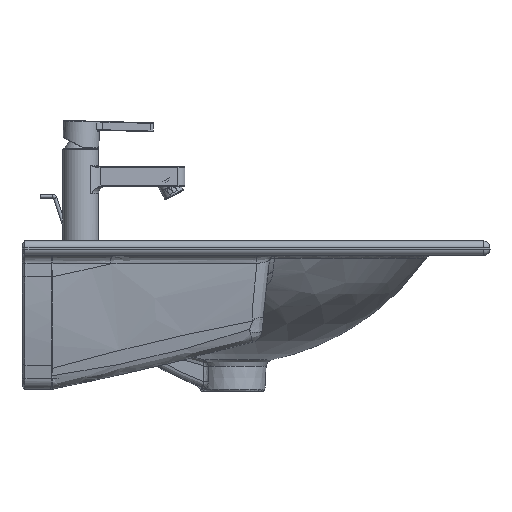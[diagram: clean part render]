
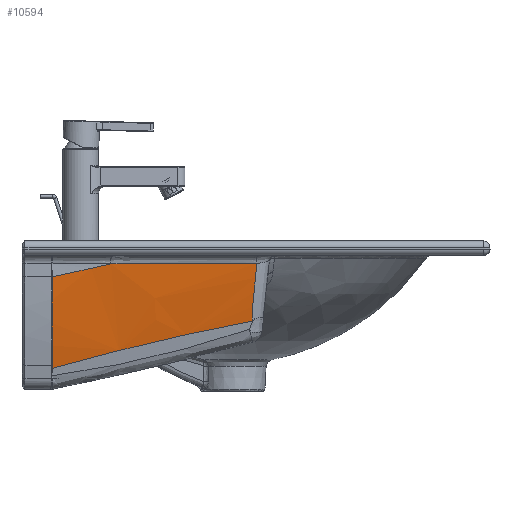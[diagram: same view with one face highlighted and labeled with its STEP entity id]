
A CAD part, front view. The second image highlights one B-rep face of the part: STEP entity #10594.
In plain terms, the highlighted free-form (B-spline) face has degree [4, 2] with [5, 3] control points.
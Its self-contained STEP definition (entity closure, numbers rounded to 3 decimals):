
#7006=CARTESIAN_POINT('',(21.935,-226.166,-89.118));
#7007=VERTEX_POINT('',#7006);
#9378=CARTESIAN_POINT('',(-199.978,-226.166,-141.621));
#9379=VERTEX_POINT('',#9378);
#9403=CARTESIAN_POINT('',(-1004.34,-227.,3753.363));
#9404=DIRECTION('',(0.0,1.0,0.0));
#9405=DIRECTION('',(1.0,0.0,0.0));
#9406=AXIS2_PLACEMENT_3D('',#9403,#9404,#9405);
#9407=CIRCLE('',#9406,3973.42);
#9408=EDGE_CURVE('',#7007,#9379,#9407,.T.);
#10465=CARTESIAN_POINT('',(26.85,-236.704,-24.86));
#10466=VERTEX_POINT('',#10465);
#10495=CARTESIAN_POINT('',(33.306,370.841,57.629));
#10496=DIRECTION('',(0.995,0.002,-0.096));
#10497=DIRECTION('',(0.094,0.194,0.977));
#10498=AXIS2_PLACEMENT_3D('',#10495,#10496,#10497);
#10499=ELLIPSE('',#10498,636.346,610.587);
#10500=EDGE_CURVE('',#7007,#10466,#10499,.F.);
#10507=CARTESIAN_POINT('',(-200.936,-227.,-137.987));
#10508=CARTESIAN_POINT('',(-200.936,-232.263,-113.81));
#10509=CARTESIAN_POINT('',(-200.937,-236.197,-89.345));
#10510=CARTESIAN_POINT('',(-200.937,-238.778,-64.699));
#10511=CARTESIAN_POINT('',(-200.938,-240.,-39.987));
#10512=CARTESIAN_POINT('',(-84.478,-227.,-113.943));
#10513=CARTESIAN_POINT('',(-85.202,-232.263,-89.767));
#10514=CARTESIAN_POINT('',(-85.935,-236.197,-65.301));
#10515=CARTESIAN_POINT('',(-86.673,-238.778,-40.656));
#10516=CARTESIAN_POINT('',(-87.413,-240.,-15.943));
#10517=CARTESIAN_POINT('',(30.333,-227.,-82.978));
#10518=CARTESIAN_POINT('',(28.887,-232.263,-58.845));
#10519=CARTESIAN_POINT('',(27.424,-236.197,-34.423));
#10520=CARTESIAN_POINT('',(25.949,-238.778,-9.822));
#10521=CARTESIAN_POINT('',(24.471,-240.,14.846));
#10529=(BOUNDED_SURFACE()B_SPLINE_SURFACE(4,2,((#10507,#10512,#10517),(#10508,#10513,#10518),(#10509,#10514,#10519),(#10510,#10515,#10520),(#10511,#10516,#10521)),.SURF_OF_REVOLUTION.,.F.,.F.,.U.)B_SPLINE_SURFACE_WITH_KNOTS((5,5),(3,3),(1756.34,1855.311),(0.0,1.0),.UNSPECIFIED.)GEOMETRIC_REPRESENTATION_ITEM()RATIONAL_B_SPLINE_SURFACE(((1.0,1.,1.0),(1.0,1.,1.0),(1.0,1.,1.0),(1.0,1.,1.0),(1.0,1.,1.0)))REPRESENTATION_ITEM('')SURFACE());
#10530=CARTESIAN_POINT('',(-135.38,-240.179,-25.512));
#10531=VERTEX_POINT('',#10530);
#10532=CARTESIAN_POINT('',(-200.934,-240.179,-39.986));
#10533=VERTEX_POINT('',#10532);
#10534=CARTESIAN_POINT('',(-1004.34,-240.0,3753.363));
#10535=DIRECTION('',(0.0,1.0,0.0));
#10536=DIRECTION('',(1.0,0.0,0.0));
#10537=AXIS2_PLACEMENT_3D('',#10534,#10535,#10536);
#10538=CIRCLE('',#10537,3877.494);
#10539=EDGE_CURVE('',#10531,#10533,#10538,.T.);
#10540=ORIENTED_EDGE('',*,*,#10539,.T.);
#10541=CARTESIAN_POINT('',(-200.937,-239.999,-40.));
#10542=VERTEX_POINT('',#10541);
#10543=CARTESIAN_POINT('',(-200.937,-239.999,-40.));
#10544=DIRECTION('',(-0.003,-0.049,0.999));
#10545=VECTOR('',#10544,0.014);
#10546=LINE('',#10543,#10545);
#10547=EDGE_CURVE('',#10542,#10533,#10546,.T.);
#10548=ORIENTED_EDGE('',*,*,#10547,.F.);
#10549=CARTESIAN_POINT('',(-201.257,210.41,-30.221));
#10550=DIRECTION('',(1.,0.001,0.002));
#10551=DIRECTION('',(0.002,0.133,-0.991));
#10552=AXIS2_PLACEMENT_3D('',#10549,#10550,#10551);
#10553=ELLIPSE('',#10552,519.478,449.82);
#10554=EDGE_CURVE('',#9379,#10542,#10553,.F.);
#10555=ORIENTED_EDGE('',*,*,#10554,.F.);
#10556=ORIENTED_EDGE('',*,*,#9408,.F.);
#10557=ORIENTED_EDGE('',*,*,#10500,.T.);
#10558=CARTESIAN_POINT('',(-135.38,-240.,-25.508));
#10559=CARTESIAN_POINT('',(-124.722,-239.881,-25.468));
#10560=CARTESIAN_POINT('',(-114.052,-239.746,-25.428));
#10561=CARTESIAN_POINT('',(-103.358,-239.592,-25.387));
#10562=CARTESIAN_POINT('',(-97.996,-239.515,-25.367));
#10563=CARTESIAN_POINT('',(-92.694,-239.434,-25.346));
#10564=CARTESIAN_POINT('',(-87.321,-239.347,-25.326));
#10565=CARTESIAN_POINT('',(-81.969,-239.261,-25.305));
#10566=CARTESIAN_POINT('',(-76.613,-239.169,-25.284));
#10567=CARTESIAN_POINT('',(-71.257,-239.073,-25.263));
#10568=CARTESIAN_POINT('',(-42.443,-238.555,-25.149));
#10569=CARTESIAN_POINT('',(-13.597,-237.891,-25.031));
#10570=CARTESIAN_POINT('',(14.739,-237.067,-24.912));
#10571=CARTESIAN_POINT('',(16.763,-237.008,-24.903));
#10572=CARTESIAN_POINT('',(18.784,-236.948,-24.894));
#10573=CARTESIAN_POINT('',(20.803,-236.888,-24.886));
#10574=CARTESIAN_POINT('',(21.812,-236.857,-24.882));
#10575=CARTESIAN_POINT('',(22.821,-236.827,-24.877));
#10576=CARTESIAN_POINT('',(23.829,-236.796,-24.873));
#10577=CARTESIAN_POINT('',(24.333,-236.781,-24.871));
#10578=CARTESIAN_POINT('',(24.836,-236.766,-24.869));
#10579=CARTESIAN_POINT('',(25.34,-236.75,-24.867));
#10580=CARTESIAN_POINT('',(25.592,-236.743,-24.865));
#10581=CARTESIAN_POINT('',(25.843,-236.735,-24.864));
#10582=CARTESIAN_POINT('',(26.095,-236.727,-24.863));
#10583=CARTESIAN_POINT('',(26.221,-236.723,-24.863));
#10584=CARTESIAN_POINT('',(26.347,-236.719,-24.862));
#10585=CARTESIAN_POINT('',(26.473,-236.715,-24.862));
#10586=CARTESIAN_POINT('',(26.598,-236.712,-24.861));
#10587=CARTESIAN_POINT('',(26.725,-236.708,-24.861));
#10588=CARTESIAN_POINT('',(26.85,-236.704,-24.86));
#10589=B_SPLINE_CURVE_WITH_KNOTS('',3,(#10558,#10559,#10560,#10561,#10562,#10563,#10564,#10565,#10566,#10567,#10568,#10569,#10570,#10571,#10572,#10573,#10574,#10575,#10576,#10577,#10578,#10579,#10580,#10581,#10582,#10583,#10584,#10585,#10586,#10587,#10588),.UNSPECIFIED.,.F.,.U.,(4,3,3,3,3,3,3,3,3,3,4),(383.61,440.14,468.486,496.716,648.569,659.416,664.839,667.551,668.907,669.585,670.263),.UNSPECIFIED.);
#10590=EDGE_CURVE('',#10531,#10466,#10589,.T.);
#10591=ORIENTED_EDGE('',*,*,#10590,.F.);
#10592=EDGE_LOOP('',(#10540,#10548,#10555,#10556,#10557,#10591));
#10593=FACE_OUTER_BOUND('',#10592,.T.);
#10594=ADVANCED_FACE('',(#10593),#10529,.F.);
